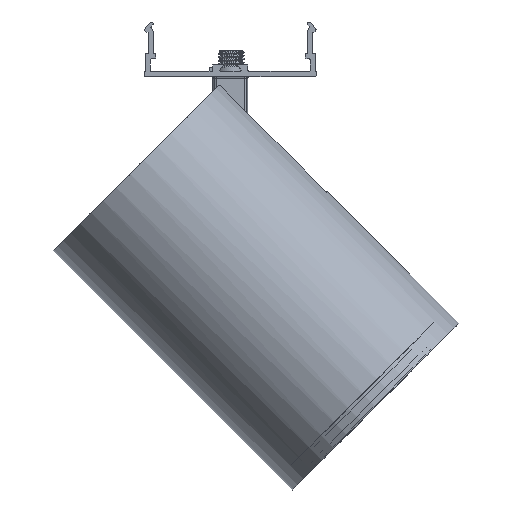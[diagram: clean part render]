
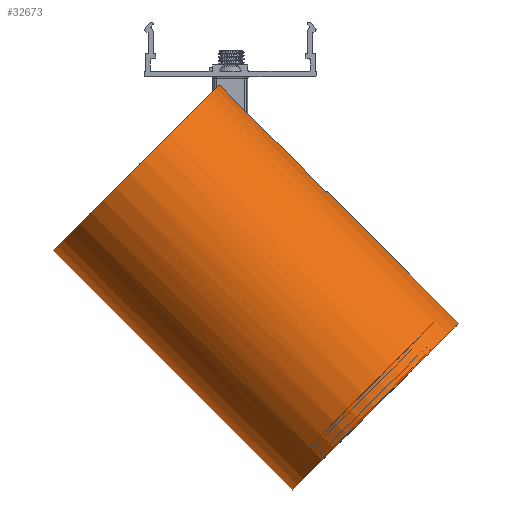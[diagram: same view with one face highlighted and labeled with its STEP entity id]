
A CAD part, front view. The second image highlights one B-rep face of the part: STEP entity #32673.
In plain terms, the highlighted cylindrical face has radius 33.5 mm (diameter 67 mm), a full revolution.
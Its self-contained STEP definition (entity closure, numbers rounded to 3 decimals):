
#1618=ELLIPSE('',#34499,1919.506,33.5);
#1633=ELLIPSE('',#34781,1919.506,33.5);
#2062=B_SPLINE_CURVE_WITH_KNOTS('',3,(#52291,#52292,#52293,#52294,#52295,
#52296,#52297,#52298,#52299,#52300),.UNSPECIFIED.,.F.,.F.,(4,2,2,2,4),(0.001,
0.015,0.03,0.045,0.06),
 .UNSPECIFIED.);
#2067=B_SPLINE_CURVE_WITH_KNOTS('',3,(#52476,#52477,#52478,#52479,#52480,
#52481,#52482,#52483,#52484,#52485),.UNSPECIFIED.,.F.,.F.,(4,2,2,2,4),(0.06,
0.076,0.091,0.106,0.12),
 .UNSPECIFIED.);
#2076=B_SPLINE_CURVE_WITH_KNOTS('',3,(#53201,#53202,#53203,#53204,#53205,
#53206,#53207,#53208,#53209,#53210),.UNSPECIFIED.,.F.,.F.,(4,2,2,2,4),(0.001,
0.015,0.03,0.045,0.061),
 .UNSPECIFIED.);
#2077=B_SPLINE_CURVE_WITH_KNOTS('',3,(#53226,#53227,#53228,#53229,#53230,
#53231,#53232,#53233,#53234,#53235),.UNSPECIFIED.,.F.,.F.,(4,2,2,2,4),(0.182,
0.197,0.212,0.227,0.242),
 .UNSPECIFIED.);
#3416=FACE_OUTER_BOUND('',#5282,.T.);
#5282=EDGE_LOOP('',(#24111,#24112,#24113,#24114,#24115,#24116,#24117,#24118,
#24119,#24120,#24121,#24122,#24123));
#7049=LINE('',#58472,#9208);
#9208=VECTOR('',#40810,33.5);
#10886=CIRCLE('',#34147,33.5);
#11207=CIRCLE('',#34783,33.5);
#11208=CIRCLE('',#34784,33.5);
#11472=CIRCLE('',#35270,33.5);
#11473=CIRCLE('',#35271,33.5);
#12707=VERTEX_POINT('',#49969);
#12708=VERTEX_POINT('',#49971);
#13051=VERTEX_POINT('',#52289);
#13055=VERTEX_POINT('',#52475);
#13113=VERTEX_POINT('',#53199);
#13114=VERTEX_POINT('',#53200);
#13118=VERTEX_POINT('',#53224);
#13119=VERTEX_POINT('',#53225);
#13264=VERTEX_POINT('',#54901);
#13450=VERTEX_POINT('',#58468);
#13451=VERTEX_POINT('',#58469);
#15924=EDGE_CURVE('',#12708,#12707,#10886,.T.);
#16351=EDGE_CURVE('',#13051,#12707,#2062,.T.);
#16358=EDGE_CURVE('',#12708,#13055,#2067,.T.);
#16479=EDGE_CURVE('',#13113,#13114,#2076,.T.);
#16487=EDGE_CURVE('',#13118,#13119,#2077,.T.);
#16492=EDGE_CURVE('',#13113,#13055,#1618,.T.);
#16793=EDGE_CURVE('',#13051,#13119,#1633,.T.);
#16794=EDGE_CURVE('',#13264,#13114,#11207,.T.);
#16795=EDGE_CURVE('',#13118,#13264,#11208,.T.);
#17276=EDGE_CURVE('',#13450,#13451,#11472,.T.);
#17277=EDGE_CURVE('',#13451,#13450,#11473,.T.);
#17278=EDGE_CURVE('',#13451,#13264,#7049,.T.);
#24111=ORIENTED_EDGE('',*,*,#17276,.F.);
#24112=ORIENTED_EDGE('',*,*,#17277,.F.);
#24113=ORIENTED_EDGE('',*,*,#17278,.T.);
#24114=ORIENTED_EDGE('',*,*,#16794,.T.);
#24115=ORIENTED_EDGE('',*,*,#16479,.F.);
#24116=ORIENTED_EDGE('',*,*,#16492,.T.);
#24117=ORIENTED_EDGE('',*,*,#16358,.F.);
#24118=ORIENTED_EDGE('',*,*,#15924,.T.);
#24119=ORIENTED_EDGE('',*,*,#16351,.F.);
#24120=ORIENTED_EDGE('',*,*,#16793,.T.);
#24121=ORIENTED_EDGE('',*,*,#16487,.F.);
#24122=ORIENTED_EDGE('',*,*,#16795,.T.);
#24123=ORIENTED_EDGE('',*,*,#17278,.F.);
#29793=CYLINDRICAL_SURFACE('',#35269,33.5);
#32673=ADVANCED_FACE('',(#3416),#29793,.T.);
#34147=AXIS2_PLACEMENT_3D('',#49972,#38199,#38200);
#34499=AXIS2_PLACEMENT_3D('',#53267,#39097,#39098);
#34781=AXIS2_PLACEMENT_3D('',#54899,#39739,#39740);
#34783=AXIS2_PLACEMENT_3D('',#54902,#39743,#39744);
#34784=AXIS2_PLACEMENT_3D('',#54903,#39745,#39746);
#35269=AXIS2_PLACEMENT_3D('',#58467,#40804,#40805);
#35270=AXIS2_PLACEMENT_3D('',#58470,#40806,#40807);
#35271=AXIS2_PLACEMENT_3D('',#58471,#40808,#40809);
#38199=DIRECTION('center_axis',(0.707,0.,-0.707));
#38200=DIRECTION('ref_axis',(0.707,0.,0.707));
#39097=DIRECTION('center_axis',(0.012,1.,-0.012));
#39098=DIRECTION('ref_axis',(0.707,-0.017,-0.707));
#39739=DIRECTION('center_axis',(0.012,-1.,-0.012));
#39740=DIRECTION('ref_axis',(-0.707,-0.018,0.707));
#39743=DIRECTION('center_axis',(0.707,0.,-0.707));
#39744=DIRECTION('ref_axis',(0.707,0.,0.707));
#39745=DIRECTION('center_axis',(0.707,0.,-0.707));
#39746=DIRECTION('ref_axis',(0.707,0.,0.707));
#40804=DIRECTION('center_axis',(0.707,0.,-0.707));
#40805=DIRECTION('ref_axis',(0.707,0.,0.707));
#40806=DIRECTION('center_axis',(0.707,0.,-0.707));
#40807=DIRECTION('ref_axis',(0.707,0.,0.707));
#40808=DIRECTION('center_axis',(0.707,0.,-0.707));
#40809=DIRECTION('ref_axis',(0.707,0.,0.707));
#40810=DIRECTION('',(-0.707,0.,0.707));
#49969=CARTESIAN_POINT('',(27.44,-68.604,-32.839));
#49971=CARTESIAN_POINT('',(27.439,-61.39,-32.839));
#49972=CARTESIAN_POINT('Origin',(3.889,-65.,-56.389));
#52289=CARTESIAN_POINT('',(27.13,-69.004,-32.593));
#52291=CARTESIAN_POINT('Ctrl Pts',(27.13,-69.004,-32.593));
#52292=CARTESIAN_POINT('Ctrl Pts',(27.164,-69.003,-32.627));
#52293=CARTESIAN_POINT('Ctrl Pts',(27.201,-68.993,-32.662));
#52294=CARTESIAN_POINT('Ctrl Pts',(27.272,-68.953,-32.727));
#52295=CARTESIAN_POINT('Ctrl Pts',(27.307,-68.922,-32.756));
#52296=CARTESIAN_POINT('Ctrl Pts',(27.363,-68.851,-32.801));
#52297=CARTESIAN_POINT('Ctrl Pts',(27.388,-68.806,-32.819));
#52298=CARTESIAN_POINT('Ctrl Pts',(27.425,-68.708,-32.84));
#52299=CARTESIAN_POINT('Ctrl Pts',(27.436,-68.654,-32.843));
#52300=CARTESIAN_POINT('Ctrl Pts',(27.44,-68.604,-32.839));
#52475=CARTESIAN_POINT('',(27.129,-60.99,-32.593));
#52476=CARTESIAN_POINT('Ctrl Pts',(27.439,-61.39,-32.839));
#52477=CARTESIAN_POINT('Ctrl Pts',(27.435,-61.34,-32.843));
#52478=CARTESIAN_POINT('Ctrl Pts',(27.424,-61.286,-32.84));
#52479=CARTESIAN_POINT('Ctrl Pts',(27.387,-61.188,-32.819));
#52480=CARTESIAN_POINT('Ctrl Pts',(27.362,-61.143,-32.801));
#52481=CARTESIAN_POINT('Ctrl Pts',(27.306,-61.072,-32.756));
#52482=CARTESIAN_POINT('Ctrl Pts',(27.271,-61.041,-32.727));
#52483=CARTESIAN_POINT('Ctrl Pts',(27.2,-61.001,-32.662));
#52484=CARTESIAN_POINT('Ctrl Pts',(27.163,-60.991,-32.627));
#52485=CARTESIAN_POINT('Ctrl Pts',(27.129,-60.99,-32.593));
#53199=CARTESIAN_POINT('',(-2.931,-60.253,-2.671));
#53200=CARTESIAN_POINT('',(-3.252,-59.853,-2.435));
#53201=CARTESIAN_POINT('Ctrl Pts',(-2.931,-60.253,
-2.671));
#53202=CARTESIAN_POINT('Ctrl Pts',(-2.966,-60.252,-2.637));
#53203=CARTESIAN_POINT('Ctrl Pts',(-3.003,-60.242,
-2.602));
#53204=CARTESIAN_POINT('Ctrl Pts',(-3.075,-60.203,
-2.538));
#53205=CARTESIAN_POINT('Ctrl Pts',(-3.109,-60.172,
-2.51));
#53206=CARTESIAN_POINT('Ctrl Pts',(-3.167,-60.101,
-2.467));
#53207=CARTESIAN_POINT('Ctrl Pts',(-3.194,-60.056,-2.449));
#53208=CARTESIAN_POINT('Ctrl Pts',(-3.233,-59.957,-2.431));
#53209=CARTESIAN_POINT('Ctrl Pts',(-3.246,-59.903,
-2.43));
#53210=CARTESIAN_POINT('Ctrl Pts',(-3.252,-59.853,-2.435));
#53224=CARTESIAN_POINT('',(-3.251,-70.147,-2.435));
#53225=CARTESIAN_POINT('',(-2.93,-69.748,-2.671));
#53226=CARTESIAN_POINT('Ctrl Pts',(-3.251,-70.147,
-2.435));
#53227=CARTESIAN_POINT('Ctrl Pts',(-3.245,-70.097,
-2.43));
#53228=CARTESIAN_POINT('Ctrl Pts',(-3.232,-70.044,
-2.431));
#53229=CARTESIAN_POINT('Ctrl Pts',(-3.193,-69.945,
-2.449));
#53230=CARTESIAN_POINT('Ctrl Pts',(-3.166,-69.9,-2.466));
#53231=CARTESIAN_POINT('Ctrl Pts',(-3.109,-69.829,
-2.509));
#53232=CARTESIAN_POINT('Ctrl Pts',(-3.074,-69.798,
-2.538));
#53233=CARTESIAN_POINT('Ctrl Pts',(-3.002,-69.758,-2.602));
#53234=CARTESIAN_POINT('Ctrl Pts',(-2.965,-69.748,
-2.637));
#53235=CARTESIAN_POINT('Ctrl Pts',(-2.93,-69.748,
-2.671));
#53267=CARTESIAN_POINT('Origin',(165.93,-64.982,-218.43));
#54899=CARTESIAN_POINT('Origin',(165.93,-64.982,-218.43));
#54901=CARTESIAN_POINT('',(-50.346,-65.005,-49.53));
#54902=CARTESIAN_POINT('Origin',(-26.658,-65.003,-25.842));
#54903=CARTESIAN_POINT('Origin',(-26.658,-65.003,-25.842));
#58467=CARTESIAN_POINT('Origin',(7.283,-64.999,-59.783));
#58468=CARTESIAN_POINT('',(64.912,-64.993,-70.036));
#58469=CARTESIAN_POINT('',(17.536,-64.998,-117.412));
#58470=CARTESIAN_POINT('Origin',(41.224,-64.996,-93.724));
#58471=CARTESIAN_POINT('Origin',(41.224,-64.996,-93.724));
#58472=CARTESIAN_POINT('',(-16.405,-65.002,-83.471));
